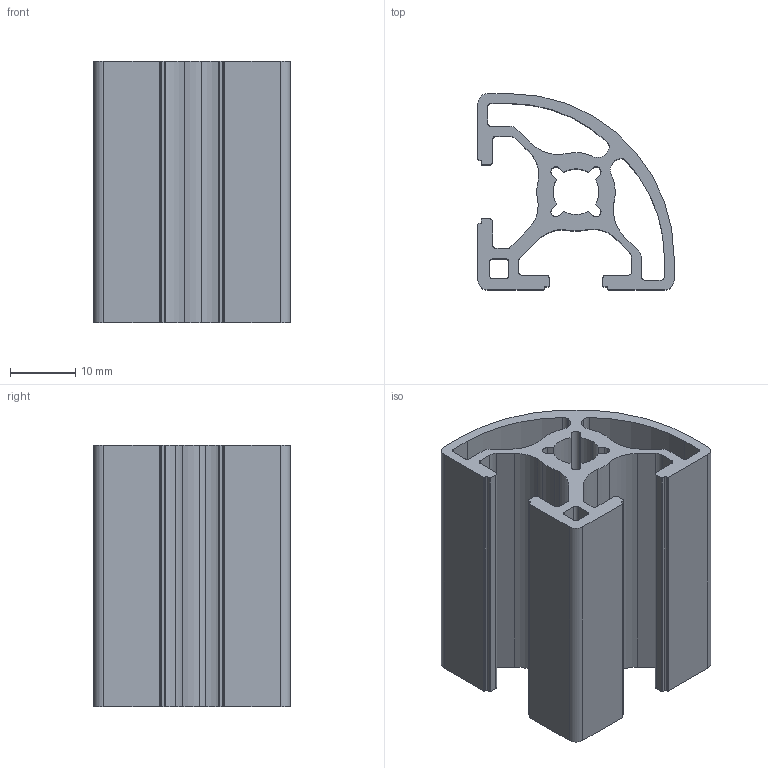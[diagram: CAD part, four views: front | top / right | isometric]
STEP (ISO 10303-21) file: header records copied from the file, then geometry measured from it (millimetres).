
FILE_DESCRIPTION (( 'STEP AP203' ), '1' );
FILE_NAME ('3030 Edge.step', '2023-05-12T09:13:03', ( '' ), ( '' ), 'SwSTEP 2.0', 'SolidWorks 2021', '' );
FILE_SCHEMA (( 'CONFIG_CONTROL_DESIGN' ));
Length unit declared in the file: millimetre
Products named in the file (1): 3030 Edge
Bounding box: 30 x 30 x 40 mm (x, y, z)
Volume: 11644.4 mm3; surface area: 12605.2 mm2
Topology: 1 solids, 1 shells, 121 faces, 357 edges, 238 vertices
Faces by surface type: cylinder 69, plane 52
Entity records: 4182 total; most frequent: DIRECTION 739, CARTESIAN_POINT 717, ORIENTED_EDGE 714, EDGE_CURVE 357, AXIS2_PLACEMENT_3D 260, VERTEX_POINT 238, LINE 219, VECTOR 219
